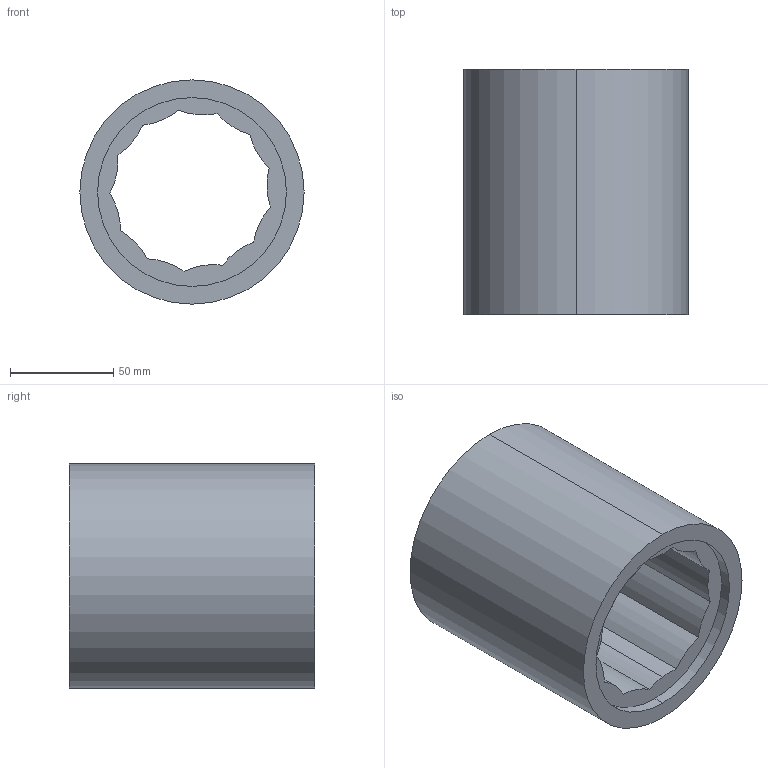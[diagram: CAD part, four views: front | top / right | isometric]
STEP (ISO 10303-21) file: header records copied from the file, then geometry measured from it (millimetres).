
FILE_DESCRIPTION (( 'STEP AP203' ), '1' );
FILE_NAME ('bloodpressurecuff v1_Default_sldprt.STEP', '2020-09-21T05:51:09', ( '' ), ( '' ), 'SwSTEP 2.0', 'SolidWorks 2019', '' );
FILE_SCHEMA (( 'CONFIG_CONTROL_DESIGN' ));
Length unit declared in the file: millimetre
Products named in the file (1): bloodpressurecuff v1_Default_sldprt
Bounding box: 108.65 x 118.8 x 108.65 mm (x, y, z)
Volume: 549926.2 mm3; surface area: 80059.5 mm2
Topology: 1 solids, 1 shells, 25 faces, 63 edges, 42 vertices
Faces by surface type: cylinder 21, plane 4
Entity records: 860 total; most frequent: DIRECTION 157, CARTESIAN_POINT 131, ORIENTED_EDGE 126, AXIS2_PLACEMENT_3D 68, EDGE_CURVE 63, VERTEX_POINT 42, CIRCLE 42, EDGE_LOOP 29
